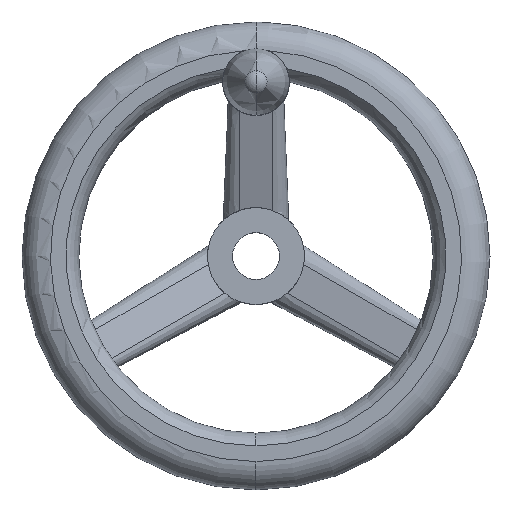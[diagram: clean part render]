
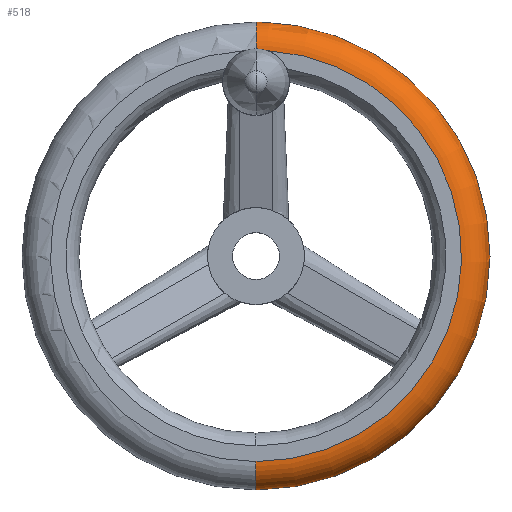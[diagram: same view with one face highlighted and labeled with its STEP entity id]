
A CAD part, top view. The second image highlights one B-rep face of the part: STEP entity #518.
In plain terms, the highlighted toroidal (fillet/blend) face has major radius 61.5 mm and minor radius 8.5 mm.
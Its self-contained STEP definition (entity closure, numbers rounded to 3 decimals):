
#266=VERTEX_POINT('',#762);
#340=EDGE_CURVE('',#472,#642,#848,.T.);
#344=EDGE_CURVE('',#672,#472,#852,.T.);
#472=VERTEX_POINT('',#992);
#478=EDGE_CURVE('',#710,#266,#998,.T.);
#518=ADVANCED_FACE('',(#1040),#1041,.T.);
#642=VERTEX_POINT('',#1180);
#646=EDGE_CURVE('',#266,#672,#1184,.T.);
#672=VERTEX_POINT('',#1215);
#674=EDGE_CURVE('',#642,#710,#1217,.T.);
#710=VERTEX_POINT('',#1257);
#762=CARTESIAN_POINT('',(0.,70.0,30.5));
#848=CIRCLE('',#1433,61.5);
#852=CIRCLE('',#1439,61.5);
#992=CARTESIAN_POINT('',(3.394,61.406,39.));
#998=CIRCLE('',#1750,70.0);
#1040=FACE_OUTER_BOUND('',#1842,.T.);
#1041=TOROIDAL_SURFACE('',#1843,61.5,8.5);
#1180=CARTESIAN_POINT('',(0.,-61.5,39.0));
#1184=CIRCLE('',#2107,8.5);
#1215=CARTESIAN_POINT('',(0.,61.5,39.0));
#1217=CIRCLE('',#2169,8.5);
#1257=CARTESIAN_POINT('',(0.,-70.,30.5));
#1433=AXIS2_PLACEMENT_3D('',#2440,#2441,#2442);
#1439=AXIS2_PLACEMENT_3D('',#2446,#2447,#2448);
#1750=AXIS2_PLACEMENT_3D('',#2615,#2616,#2617);
#1842=EDGE_LOOP('',(#2661,#2662,#2663,#2664,#2665));
#1843=AXIS2_PLACEMENT_3D('',#2666,#2667,#2668);
#2107=AXIS2_PLACEMENT_3D('',#2848,#2849,#2850);
#2169=AXIS2_PLACEMENT_3D('',#2907,#2908,#2909);
#2440=CARTESIAN_POINT('',(0.,0.,39.0));
#2441=DIRECTION('',(0.,0.,-1.0));
#2442=DIRECTION('',(0.,1.0,0.));
#2446=CARTESIAN_POINT('',(0.,0.,39.0));
#2447=DIRECTION('',(0.,0.,-1.0));
#2448=DIRECTION('',(0.,1.0,0.));
#2615=CARTESIAN_POINT('',(0.,0.,30.5));
#2616=DIRECTION('',(0.,0.,1.0));
#2617=DIRECTION('',(1.0,0.0,0.));
#2661=ORIENTED_EDGE('',*,*,#478,.T.);
#2662=ORIENTED_EDGE('',*,*,#646,.T.);
#2663=ORIENTED_EDGE('',*,*,#344,.T.);
#2664=ORIENTED_EDGE('',*,*,#340,.T.);
#2665=ORIENTED_EDGE('',*,*,#674,.T.);
#2666=CARTESIAN_POINT('',(0.,0.,30.5));
#2667=DIRECTION('',(0.,0.,1.0));
#2668=DIRECTION('',(0.,1.0,0.0));
#2848=CARTESIAN_POINT('',(0.,61.5,30.5));
#2849=DIRECTION('',(1.0,0.,0.));
#2850=DIRECTION('',(0.,1.0,0.));
#2907=CARTESIAN_POINT('',(0.,-61.5,30.5));
#2908=DIRECTION('',(1.0,0.,0.));
#2909=DIRECTION('',(0.,-1.0,0.));
